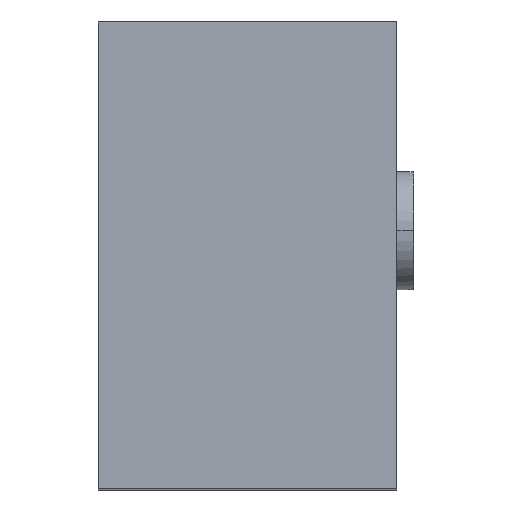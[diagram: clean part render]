
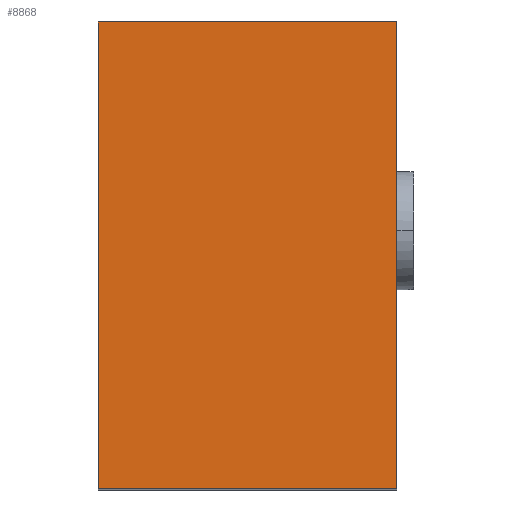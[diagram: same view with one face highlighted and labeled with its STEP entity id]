
A CAD part, top view. The second image highlights one B-rep face of the part: STEP entity #8868.
In plain terms, the highlighted planar face has unit normal (0, 0, 1).
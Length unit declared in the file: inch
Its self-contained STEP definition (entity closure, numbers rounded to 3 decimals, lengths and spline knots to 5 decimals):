
#55 = ORIENTED_EDGE ( 'NONE', *, *, #11001, .T. ) ;
#322 = CARTESIAN_POINT ( 'NONE',  ( 2.24977, 0.2879, 2.55736 ) ) ;
#622 = CARTESIAN_POINT ( 'NONE',  ( 1.61977, 1.27215, 2.55736 ) ) ;
#849 = EDGE_CURVE ( 'NONE', #3950, #9368, #4178, .T. ) ;
#859 = CARTESIAN_POINT ( 'NONE',  ( 1.61977, 0.2879, 2.55736 ) ) ;
#896 = ORIENTED_EDGE ( 'NONE', *, *, #10379, .T. ) ;
#1218 = LINE ( 'NONE', #6002, #6046 ) ;
#1818 = CARTESIAN_POINT ( 'NONE',  ( 1.61977, 0.2879, 2.55736 ) ) ;
#2522 = DIRECTION ( 'NONE',  ( 0., 1., 0. ) ) ;
#2814 = VECTOR ( 'NONE', #6621, 39.37008 ) ;
#2858 = LINE ( 'NONE', #10836, #8432 ) ;
#3074 = VECTOR ( 'NONE', #5344, 39.37008 ) ;
#3532 = AXIS2_PLACEMENT_3D ( 'NONE', #6683, #4169, #10073 ) ;
#3666 = ORIENTED_EDGE ( 'NONE', *, *, #849, .T. ) ;
#3947 = DIRECTION ( 'NONE',  ( -1., 0., 0. ) ) ;
#3950 = VERTEX_POINT ( 'NONE', #6378 ) ;
#4169 = DIRECTION ( 'NONE',  ( 0., 0., 1. ) ) ;
#4178 = LINE ( 'NONE', #622, #2814 ) ;
#5344 = DIRECTION ( 'NONE',  ( 1., 0., 0. ) ) ;
#5600 = LINE ( 'NONE', #1818, #3074 ) ;
#5912 = VERTEX_POINT ( 'NONE', #8742 ) ;
#6002 = CARTESIAN_POINT ( 'NONE',  ( 2.24977, 1.27215, 2.55736 ) ) ;
#6046 = VECTOR ( 'NONE', #2522, 39.37008 ) ;
#6378 = CARTESIAN_POINT ( 'NONE',  ( 1.61977, 1.27215, 2.55736 ) ) ;
#6621 = DIRECTION ( 'NONE',  ( 0., -1., 0. ) ) ;
#6683 = CARTESIAN_POINT ( 'NONE',  ( 1.93477, 0.78003, 2.55736 ) ) ;
#7017 = VERTEX_POINT ( 'NONE', #322 ) ;
#7485 = PLANE ( 'NONE',  #3532 ) ;
#8197 = EDGE_LOOP ( 'NONE', ( #55, #896, #3666, #8672 ) ) ;
#8326 = EDGE_CURVE ( 'NONE', #9368, #7017, #5600, .T. ) ;
#8432 = VECTOR ( 'NONE', #3947, 39.37008 ) ;
#8672 = ORIENTED_EDGE ( 'NONE', *, *, #8326, .T. ) ;
#8742 = CARTESIAN_POINT ( 'NONE',  ( 2.24977, 1.27215, 2.55736 ) ) ;
#8822 = FACE_OUTER_BOUND ( 'NONE', #8197, .T. ) ;
#8868 = ADVANCED_FACE ( 'NONE', ( #8822 ), #7485, .T. ) ;
#9368 = VERTEX_POINT ( 'NONE', #859 ) ;
#10073 = DIRECTION ( 'NONE',  ( 1., 0., 0. ) ) ;
#10379 = EDGE_CURVE ( 'NONE', #5912, #3950, #2858, .T. ) ;
#10836 = CARTESIAN_POINT ( 'NONE',  ( 1.61977, 1.27215, 2.55736 ) ) ;
#11001 = EDGE_CURVE ( 'NONE', #7017, #5912, #1218, .T. ) ;
